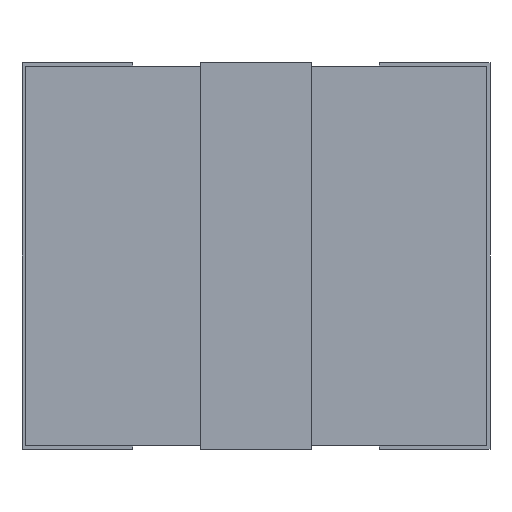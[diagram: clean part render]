
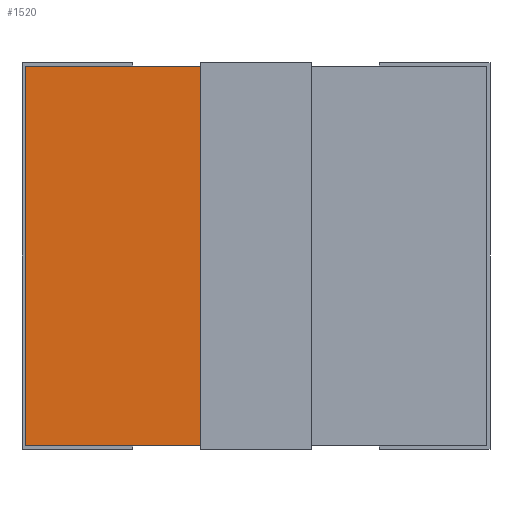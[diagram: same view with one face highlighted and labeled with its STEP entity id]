
A CAD part, left-side view. The second image highlights one B-rep face of the part: STEP entity #1520.
In plain terms, the highlighted planar face has unit normal (-1, 0, 0).
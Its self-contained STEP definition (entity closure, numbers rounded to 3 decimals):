
#70=FACE_OUTER_BOUND('',#145,.T.);
#145=EDGE_LOOP('',(#1194,#1195,#1196,#1197));
#229=LINE('',#2112,#445);
#272=LINE('',#2198,#488);
#298=LINE('',#2250,#514);
#316=LINE('',#2285,#532);
#445=VECTOR('',#1720,10.);
#488=VECTOR('',#1783,10.);
#514=VECTOR('',#1829,10.);
#532=VECTOR('',#1861,10.);
#650=VERTEX_POINT('',#2109);
#651=VERTEX_POINT('',#2111);
#684=VERTEX_POINT('',#2197);
#699=VERTEX_POINT('',#2247);
#805=EDGE_CURVE('',#650,#651,#229,.T.);
#848=EDGE_CURVE('',#651,#684,#272,.T.);
#874=EDGE_CURVE('',#650,#699,#298,.T.);
#892=EDGE_CURVE('',#684,#699,#316,.T.);
#1194=ORIENTED_EDGE('',*,*,#874,.T.);
#1195=ORIENTED_EDGE('',*,*,#892,.F.);
#1196=ORIENTED_EDGE('',*,*,#848,.F.);
#1197=ORIENTED_EDGE('',*,*,#805,.F.);
#1445=PLANE('',#1609);
#1520=ADVANCED_FACE('',(#70),#1445,.T.);
#1609=AXIS2_PLACEMENT_3D('',#2284,#1859,#1860);
#1720=DIRECTION('',(0.,1.,0.));
#1783=DIRECTION('',(0.,0.,1.));
#1829=DIRECTION('',(0.,0.,1.));
#1859=DIRECTION('center_axis',(-1.,0.,0.));
#1860=DIRECTION('ref_axis',(0.,-1.,0.));
#1861=DIRECTION('',(0.,-1.,0.));
#2109=CARTESIAN_POINT('',(-1.,0.15,0.01));
#2111=CARTESIAN_POINT('',(-1.,0.625,0.01));
#2112=CARTESIAN_POINT('',(-1.,-0.625,0.01));
#2197=CARTESIAN_POINT('',(-1.,0.625,1.04));
#2198=CARTESIAN_POINT('',(-1.,0.625,0.01));
#2247=CARTESIAN_POINT('',(-1.,0.15,1.04));
#2250=CARTESIAN_POINT('',(-1.,0.15,0.005));
#2284=CARTESIAN_POINT('Origin',(-1.,0.625,0.01));
#2285=CARTESIAN_POINT('',(-1.,-0.625,1.04));
